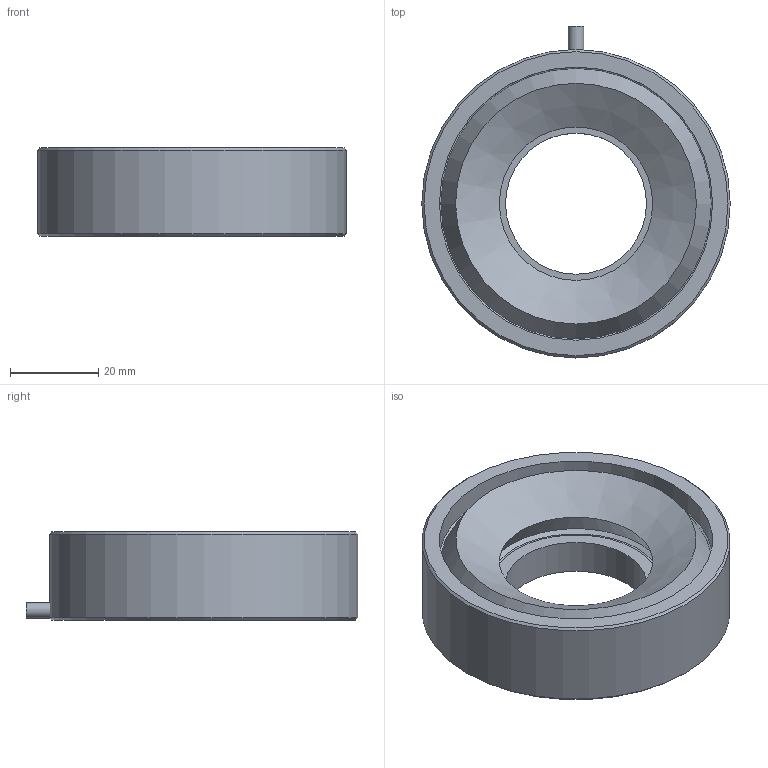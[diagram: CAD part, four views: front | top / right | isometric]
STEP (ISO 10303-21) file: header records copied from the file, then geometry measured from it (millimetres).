
FILE_DESCRIPTION (( 'STEP AP203' ), '1' );
FILE_NAME ('SR-70x.STEP', '2016-01-26T03:04:53', ( 'CCS Inc' ), ( 'CCS Inc' ), 'SwSTEP 2.0', 'SolidWorks 2011', '' );
FILE_SCHEMA (( 'CONFIG_CONTROL_DESIGN' ));
Length unit declared in the file: millimetre
Products named in the file (1): SR-70x
Bounding box: 70 x 75.35 x 20 mm (x, y, z)
Volume: 51816.5 mm3; surface area: 14716.7 mm2
Topology: 2 solids, 2 shells, 27 faces, 54 edges, 34 vertices
Faces by surface type: cone 11, cylinder 9, plane 7
Full cylindrical faces by diameter (mm): 2.5 x4, 3.5 x1, 32 x1, 38 x1, 62 x1, 70 x1
Entity records: 613 total; most frequent: DIRECTION 108, CARTESIAN_POINT 80, AXIS2_PLACEMENT_3D 54, ORIENTED_EDGE 52, EDGE_LOOP 52, FACE_OUTER_BOUND 36, ADVANCED_FACE 27, VERTEX_POINT 26
